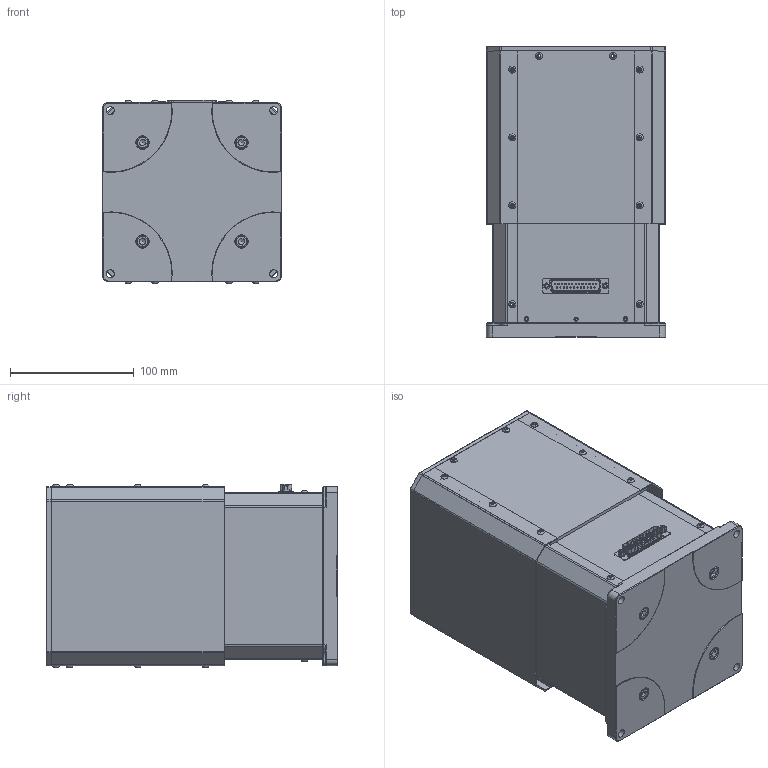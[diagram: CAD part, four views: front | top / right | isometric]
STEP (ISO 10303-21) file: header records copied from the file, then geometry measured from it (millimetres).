
FILE_DESCRIPTION (( 'STEP AP203' ), '1' );
FILE_NAME ('FMSZ145-120.STEP', '2023-10-10T01:22:47', ( 'Windows User' ), ( 'P R C' ), 'SwSTEP 2.0', 'SolidWorks 2020', '' );
FILE_SCHEMA (( 'CONFIG_CONTROL_DESIGN' ));
Length unit declared in the file: millimetre
Products named in the file (1): FMSZ145-120
Bounding box: 145 x 236 x 148.45 mm (x, y, z)
Surface area: 323926 mm2 (no closed solid volume)
Topology: 0 solids, 103 shells, 792 faces, 2467 edges, 1732 vertices
Faces by surface type: plane 467, cylinder 197, bspline 58, cone 38, sphere 20, torus 12
Full cylindrical faces by diameter (mm): 1 x25, 2.5 x2, 3.3 x4, 4.4 x3, 5 x25, 6.5 x4, 11 x8
Entity records: 37179 total; most frequent: CARTESIAN_POINT 17157, DIRECTION 3784, ORIENTED_EDGE 3535, EDGE_CURVE 2267, VERTEX_POINT 1694, LINE 1384, VECTOR 1384, AXIS2_PLACEMENT_3D 1200
